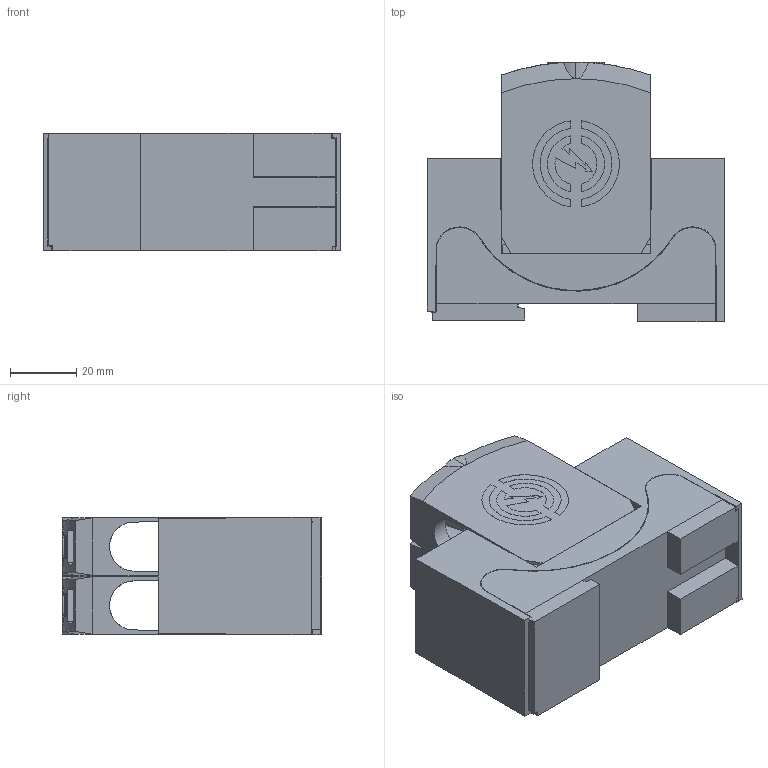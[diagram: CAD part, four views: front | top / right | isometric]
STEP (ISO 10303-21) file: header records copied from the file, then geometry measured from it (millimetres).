
FILE_DESCRIPTION (( 'STEP AP214' ), '1' );
FILE_NAME ('5093531_KSTP1.stp', '2018-08-14T06:06:25', ( '' ), ( '' ), 'SwSTEP 2.0', 'SolidWorks 2014', '' );
FILE_SCHEMA (( 'AUTOMOTIVE_DESIGN' ));
Length unit declared in the file: millimetre
Products named in the file (104): P_0000006801_2_Bogen-2; P_0000007731_1_P_0000006804_4_O-2.1; P_0000007728_1_P_0000006804_1_OBO-CI.1; P_0000007737_1_P_0000006803_2_V; P_0000007941_1_Aufdruck_NPE_gedreht_um_90_S_0.1.1; P_0000006803_5_5.1; P_073060_2_Bogen-3.1; P_0000007742_1_P_0000006801_5_Bogen-Blitz.1; P_0000007733_1_P_0000006804_6_Strich-1; P_0000007736_1_P_0000006803_4_0; P_0000007732_1_P_0000006804_5_Strich-2; P_0000007735_1_P_0000006803_5_5; P_0000007729_1_P_0000006804_2_B.1; P_0000007740_1_P_0000006801_3_Bogen-1.1; P_0000006804_2_B.1; P_0000006925_1_Aufdruck_GND-Symbol-PE-Linie.1; P_0000007731_1_P_0000006804_4_O-2; P_0000007738_1_P_0000006801_1_Schutzsymbol-klein.1; P_0000007730_1_P_0000006804_3_O-1; P_0000007742_1_P_0000006801_5_Bogen-Blitz; Sockel_Oberteil_2-polig.1; P_0000006881_1_Aufdruck_N.1; T1; P_0000007729_1_P_0000006804_2_B; P_0000007737_1_P_0000006803_2_V.1; P_0000007741_1_P_0000006801_4_Bogen-3; P_0000007733_1_P_0000006804_6_Strich-1.1; P_0000007730_1_P_0000006804_3_O-1.1; P_0000007735_1_P_0000006803_5_5.1; P_073060_3_Bogen-2.1; P_0000007740_1_P_0000006801_3_Bogen-1; P_073060_4_Bogen-Blitz.1; P_0000007739_1_P_0000006801_2_Bogen-2; P_073060_1_Bogen-1.1; Oberteilgehaeuse.2; P_0000007732_1_P_0000006804_5_Strich-2.1; P_0000006803_2_V.1; Oberteilgehaeuse.1; P_0000007736_1_P_0000006803_4_0.1; P_0000006804_1_OBO-CI.1 ...
Assembly tree (103 placements, depth 3):
  5093531_KSTP1
    P_0000006804_6_Strich-1.1
      P_0000006804_6_Strich-1.1
    P_0000006803_2_V.1
      P_0000006803_2_V.1
    P_0000007738_1_P_0000006801_1_Schutzsymbol-klein.1
      P_0000007739_1_P_0000006801_2_Bogen-2
      P_0000007740_1_P_0000006801_3_Bogen-1
      P_0000007741_1_P_0000006801_4_Bogen-3
      P_0000007742_1_P_0000006801_5_Bogen-Blitz
    P_0000007734_1_P_0000006803_1_Typ.1
      P_0000007735_1_P_0000006803_5_5
      P_0000007736_1_P_0000006803_4_0
      P_0000007737_1_P_0000006803_2_V
    Sockel_Unterteil_2-polig.1
      Sockel_Unterteil_2-polig.1
    P_0000006804_1_OBO-CI.1
      P_0000006804_2_B
      P_0000006804_3_O-1
      P_0000006804_4_O-2
      P_0000006804_5_Strich-2
      P_0000006804_6_Strich-1
    P_073060_1_Bogen-1.1
      P_073060_1_Bogen-1.1
    P_0000007730_1_P_0000006804_3_O-1.1
      P_0000007730_1_P_0000006804_3_O-1.1
    P_0000006881_1_Aufdruck_N.1
      P_0000006881_1_Aufdruck_N.1
    P_0000007740_1_P_0000006801_3_Bogen-1.1
      P_0000007740_1_P_0000006801_3_Bogen-1.1
    P_0000006803_5_5.1
      P_0000006803_5_5.1
    P_0000006801_1_Schutzsymbol-klein.1
      P_0000006801_2_Bogen-2
      P_0000006801_3_Bogen-1
      P_0000006801_4_Bogen-3
      P_0000006801_5_Bogen-Blitz
    P_0000006804_3_O-1.1
      P_0000006804_3_O-1.1
    P_0000007732_1_P_0000006804_5_Strich-2.1
      P_0000007732_1_P_0000006804_5_Strich-2.1
    P_073060_3_Bogen-2.1
      P_073060_3_Bogen-2.1
    P_0000006925_1_Aufdruck_GND-Symbol-PE-Linie.1
      P_0000006925_1_Aufdruck_GND-Symbol-PE-Linie.1
    P_0000007742_1_P_0000006801_5_Bogen-Blitz.1
      P_0000007742_1_P_0000006801_5_Bogen-Blitz.1
    P_0000006804_5_Strich-2.1
      P_0000006804_5_Strich-2.1
    P_0000006803_1_Typ.1
      P_0000006803_5_5
      P_0000006803_2_V
      P_0000006803_4_0
    P_0000007736_1_P_0000006803_4_0.1
      P_0000007736_1_P_0000006803_4_0.1
    P_0000007733_1_P_0000006804_6_Strich-1.1
      P_0000007733_1_P_0000006804_6_Strich-1.1
    Sockel_Oberteil_2-polig.1
      Sockel_Oberteil_2-polig.1
    P_0000007729_1_P_0000006804_2_B.1
Bounding box: 90 x 78.51 x 35.6 mm (x, y, z)
Volume: 92123.3 mm3; surface area: 64056.7 mm2
Topology: 61 solids, 62 shells, 1544 faces, 4196 edges, 2792 vertices
Faces by surface type: plane 1252, cylinder 252, bspline 32, cone 8
Entity records: 72088 total; most frequent: CARTESIAN_POINT 15657, ORIENTED_EDGE 8388, DIRECTION 6501, EDGE_CURVE 4196, VERTEX_POINT 2792, LINE 2577, VECTOR 2577, AXIS2_PLACEMENT_3D 1962
